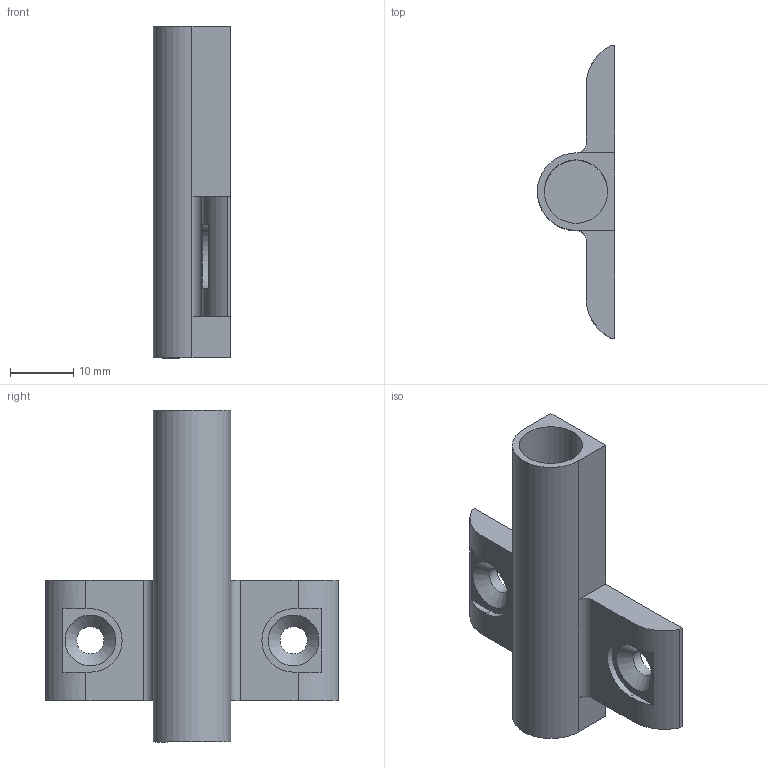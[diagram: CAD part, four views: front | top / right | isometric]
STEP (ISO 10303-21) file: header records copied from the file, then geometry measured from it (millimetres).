
FILE_DESCRIPTION(/* description */ (''),/* implementation_level */ '2;1');
FILE_NAME(/* name */ 'AM-ADAP0A-60.stp',/* time_stamp */ '2022-04-20T13:29:46+02:00',/* author */ ('tomaszw'),/* organization */ (''),/* preprocessor_version */ 'ST-DEVELOPER v18.1',/* originating_system */ 'Autodesk Inventor 2021',/* authorisation */ '');
FILE_SCHEMA (('AUTOMOTIVE_DESIGN { 1 0 10303 214 3 1 1 }'));
Length unit declared in the file: millimetre
Products named in the file (2): SZAFKA_AM-ADAP0A-60; AM-ADAP0A-60
Assembly tree (1 placements, depth 2):
  SZAFKA_AM-ADAP0A-60
    AM-ADAP0A-60
Bounding box: 12.2 x 46.2 x 52.3 mm (x, y, z)
Volume: 3333.5 mm3; surface area: 6392.8 mm2
Topology: 1 solids, 1 shells, 67 faces, 181 edges, 118 vertices
Faces by surface type: plane 44, cylinder 19, cone 4
Full cylindrical faces by diameter (mm): 4.3 x2, 6.3 x2, 10 x1
Entity records: 2272 total; most frequent: CARTESIAN_POINT 382, DIRECTION 375, ORIENTED_EDGE 362, EDGE_CURVE 181, AXIS2_PLACEMENT_3D 126, LINE 123, VECTOR 123, VERTEX_POINT 118
